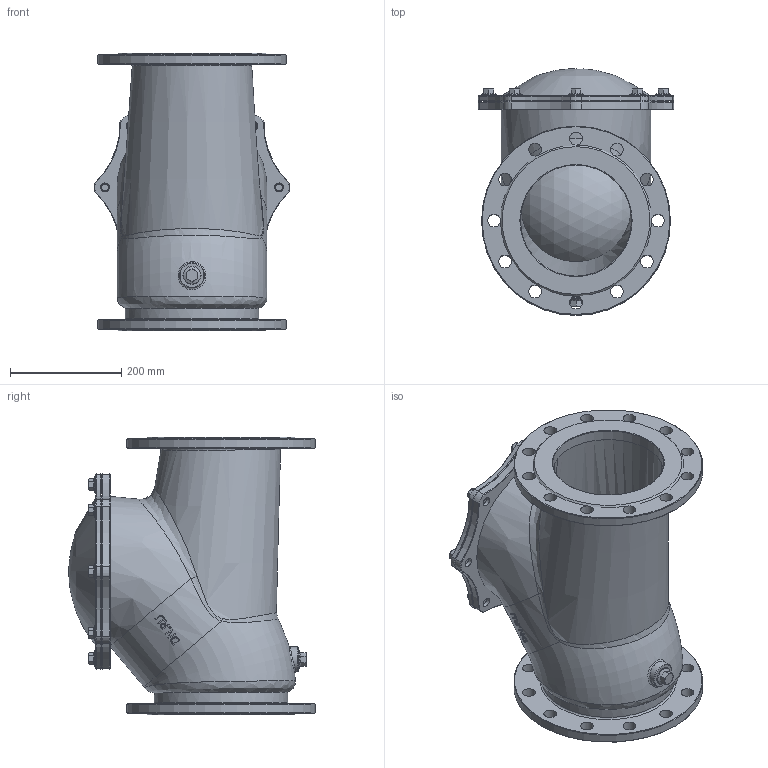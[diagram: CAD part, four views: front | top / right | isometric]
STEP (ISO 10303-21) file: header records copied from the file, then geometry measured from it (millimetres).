
FILE_DESCRIPTION(/* description */ (''),/* implementation_level */ '2;1');
FILE_NAME(/* name */ 'DN200_3D_STEP.stp',/* time_stamp */ '2023-12-23T00:01:25+03:00',/* author */ ('igorr'),/* organization */ (''),/* preprocessor_version */ 'ST-DEVELOPER v19.2',/* originating_system */ 'Autodesk Inventor 2023',/* authorisation */ '');
FILE_SCHEMA (('AUTOMOTIVE_DESIGN { 1 0 10303 214 3 1 1 }'));
Length unit declared in the file: millimetre
Products named in the file (5): Сборка; Деталь1; Деталь2; ANSI B18.2.3.4M - M14 x 2x20; ANSI B18.2.3.4M - M16 x 2x25
Assembly tree (11 placements, depth 2):
  Сборка
    Деталь1
    Деталь2
    ANSI B18.2.3.4M - M14 x 2x20  x8
    ANSI B18.2.3.4M - M16 x 2x25
Bounding box: 352.01 x 444.13 x 500 mm (x, y, z)
Volume: 21844412.1 mm3; surface area: 1433603 mm2
Topology: 11 solids, 14 shells, 442 faces, 1061 edges, 647 vertices
Faces by surface type: plane 133, cylinder 101, torus 89, cone 80, bspline 35, sphere 4
Full cylindrical faces by diameter (mm): 14 x8, 16 x17, 20 x1, 23 x24, 45 x1, 200 x2, 240 x1, 267.808 x1, 340 x2
Entity records: 12659 total; most frequent: CARTESIAN_POINT 4899, DIRECTION 1554, ORIENTED_EDGE 1528, EDGE_CURVE 764, AXIS2_PLACEMENT_3D 694, VERTEX_POINT 472, EDGE_LOOP 378, CIRCLE 336
